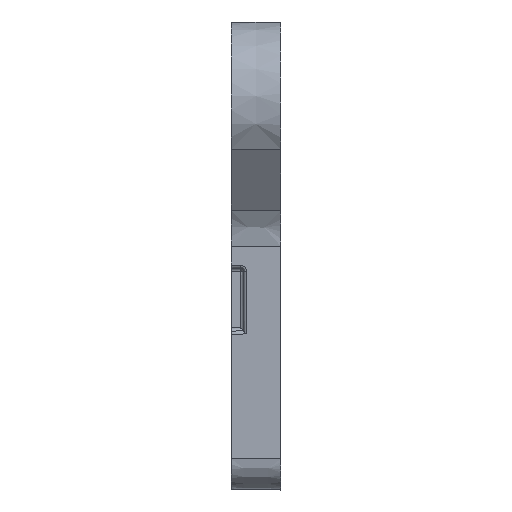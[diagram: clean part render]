
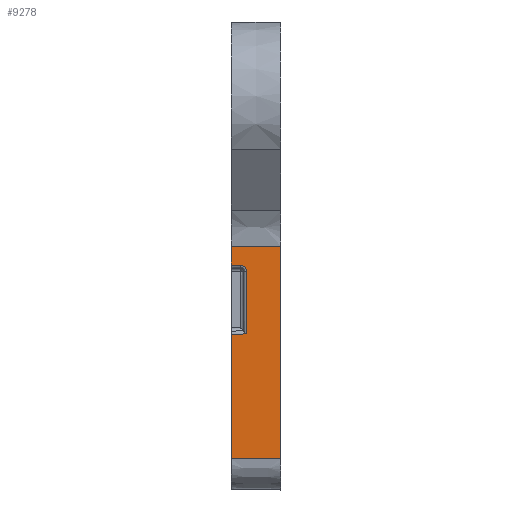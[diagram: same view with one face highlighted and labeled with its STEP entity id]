
A CAD part, left-side view. The second image highlights one B-rep face of the part: STEP entity #9278.
In plain terms, the highlighted planar face has unit normal (-1, 0.018, 0).
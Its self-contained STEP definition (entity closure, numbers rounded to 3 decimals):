
#472 = EDGE_CURVE ( 'NONE', #474, #475, #2821, .T. ) ;
#474 = VERTEX_POINT ( 'NONE', #2773 ) ;
#475 = VERTEX_POINT ( 'NONE', #2820 ) ;
#508 = EDGE_CURVE ( 'NONE', #475, #535, #2940, .T. ) ;
#516 = VERTEX_POINT ( 'NONE', #2917 ) ;
#518 = EDGE_CURVE ( 'NONE', #535, #516, #2916, .T. ) ;
#535 = VERTEX_POINT ( 'NONE', #3037 ) ;
#575 = VERTEX_POINT ( 'NONE', #3133 ) ;
#577 = EDGE_CURVE ( 'NONE', #516, #575, #2652, .T. ) ;
#2444 = CARTESIAN_POINT ( 'NONE',  ( -62.404, -2.491, -21.991 ) ) ;
#2652 = LINE ( 'NONE', #2444, #2893 ) ;
#2773 = CARTESIAN_POINT ( 'NONE',  ( -62.36, 0., -10.965 ) ) ;
#2816 = CARTESIAN_POINT ( 'NONE',  ( -62.387, -1.509, -10.992 ) ) ;
#2817 = CARTESIAN_POINT ( 'NONE',  ( -62.378, -1.006, -10.983 ) ) ;
#2818 = CARTESIAN_POINT ( 'NONE',  ( -62.369, -0.503, -10.974 ) ) ;
#2819 = CARTESIAN_POINT ( 'NONE',  ( -62.36, 0., -10.965 ) ) ;
#2820 = CARTESIAN_POINT ( 'NONE',  ( -62.387, -1.509, -10.992 ) ) ;
#2821 = B_SPLINE_CURVE_WITH_KNOTS ( 'NONE', 3,
 ( #2819, #2818, #2817, #2816 ),
 .UNSPECIFIED., .F., .F.,
 ( 4, 4 ),
 ( 0., 1. ),
 .UNSPECIFIED. ) ;
#2893 = VECTOR ( 'NONE', #2896, 1000. ) ;
#2896 = DIRECTION ( 'NONE',  ( 0.017, 1., -0.017 ) ) ;
#2916 = LINE ( 'NONE', #2921, #2920 ) ;
#2917 = CARTESIAN_POINT ( 'NONE',  ( -62.404, -2.491, -21.991 ) ) ;
#2919 = DIRECTION ( 'NONE',  ( 0., 0., -1. ) ) ;
#2920 = VECTOR ( 'NONE', #2919, 1000. ) ;
#2921 = CARTESIAN_POINT ( 'NONE',  ( -62.404, -2.491, -45.122 ) ) ;
#2923 = CARTESIAN_POINT ( 'NONE',  ( -62.404, -2.491, -11.991 ) ) ;
#2924 = CARTESIAN_POINT ( 'NONE',  ( -62.404, -2.491, -11.858 ) ) ;
#2925 = CARTESIAN_POINT ( 'NONE',  ( -62.403, -2.466, -11.732 ) ) ;
#2926 = CARTESIAN_POINT ( 'NONE',  ( -62.402, -2.392, -11.553 ) ) ;
#2927 = CARTESIAN_POINT ( 'NONE',  ( -62.402, -2.361, -11.494 ) ) ;
#2928 = CARTESIAN_POINT ( 'NONE',  ( -62.4, -2.29, -11.386 ) ) ;
#2929 = CARTESIAN_POINT ( 'NONE',  ( -62.4, -2.25, -11.336 ) ) ;
#2930 = CARTESIAN_POINT ( 'NONE',  ( -62.397, -2.114, -11.198 ) ) ;
#2931 = CARTESIAN_POINT ( 'NONE',  ( -62.395, -2.007, -11.125 ) ) ;
#2932 = CARTESIAN_POINT ( 'NONE',  ( -62.392, -1.825, -11.046 ) ) ;
#2933 = CARTESIAN_POINT ( 'NONE',  ( -62.391, -1.765, -11.027 ) ) ;
#2934 = CARTESIAN_POINT ( 'NONE',  ( -62.389, -1.64, -11. ) ) ;
#2935 = CARTESIAN_POINT ( 'NONE',  ( -62.388, -1.575, -10.993 ) ) ;
#2936 = CARTESIAN_POINT ( 'NONE',  ( -62.387, -1.509, -10.992 ) ) ;
#2940 = B_SPLINE_CURVE_WITH_KNOTS ( 'NONE', 3,
 ( #2936, #2935, #2934, #2933, #2932, #2931, #2930, #2929, #2928, #2927, #2926, #2925, #2924, #2923 ),
 .UNSPECIFIED., .F., .F.,
 ( 4, 2, 2, 2, 2, 2, 4 ),
 ( 0., 0.125, 0.25, 0.5, 0.625, 0.75, 1. ),
 .UNSPECIFIED. ) ;
#3037 = CARTESIAN_POINT ( 'NONE',  ( -62.404, -2.491, -11.991 ) ) ;
#3133 = CARTESIAN_POINT ( 'NONE',  ( -62.36, 0., -22.035 ) ) ;
#9197 = VERTEX_POINT ( 'NONE', #14972 ) ;
#9199 = EDGE_CURVE ( 'NONE', #9200, #9197, #15020, .T. ) ;
#9200 = VERTEX_POINT ( 'NONE', #15019 ) ;
#9223 = EDGE_CURVE ( 'NONE', #9224, #9200, #15050, .T. ) ;
#9224 = VERTEX_POINT ( 'NONE', #15046 ) ;
#9261 = ORIENTED_EDGE ( 'NONE', *, *, #508, .T. ) ;
#9262 = ORIENTED_EDGE ( 'NONE', *, *, #518, .T. ) ;
#9263 = ORIENTED_EDGE ( 'NONE', *, *, #577, .T. ) ;
#9264 = ORIENTED_EDGE ( 'NONE', *, *, #9265, .F. ) ;
#9265 = EDGE_CURVE ( 'NONE', #9224, #575, #15147, .T. ) ;
#9266 = ORIENTED_EDGE ( 'NONE', *, *, #9223, .T. ) ;
#9267 = ORIENTED_EDGE ( 'NONE', *, *, #9199, .T. ) ;
#9278 = ADVANCED_FACE ( 'NONE', ( #15132 ), #15131, .T. ) ;
#9279 = EDGE_LOOP ( 'NONE', ( #9280, #9283, #9285, #9261, #9262, #9263, #9264, #9266, #9267 ) ) ;
#9280 = ORIENTED_EDGE ( 'NONE', *, *, #9281, .T. ) ;
#9281 = EDGE_CURVE ( 'NONE', #9197, #9282, #15129, .T. ) ;
#9282 = VERTEX_POINT ( 'NONE', #15122 ) ;
#9283 = ORIENTED_EDGE ( 'NONE', *, *, #9284, .F. ) ;
#9284 = EDGE_CURVE ( 'NONE', #474, #9282, #15182, .T. ) ;
#9285 = ORIENTED_EDGE ( 'NONE', *, *, #472, .T. ) ;
#14972 = CARTESIAN_POINT ( 'NONE',  ( -62.5, -8., -7.962 ) ) ;
#15015 = CARTESIAN_POINT ( 'NONE',  ( -62.5, -8., -7.962 ) ) ;
#15016 = CARTESIAN_POINT ( 'NONE',  ( -62.5, -8., -19.308 ) ) ;
#15017 = CARTESIAN_POINT ( 'NONE',  ( -62.5, -8., -30.654 ) ) ;
#15018 = CARTESIAN_POINT ( 'NONE',  ( -62.5, -8., -42. ) ) ;
#15019 = CARTESIAN_POINT ( 'NONE',  ( -62.5, -8., -42. ) ) ;
#15020 = B_SPLINE_CURVE_WITH_KNOTS ( 'NONE', 3,
 ( #15018, #15017, #15016, #15015 ),
 .UNSPECIFIED., .F., .F.,
 ( 4, 4 ),
 ( 0., 1. ),
 .UNSPECIFIED. ) ;
#15046 = CARTESIAN_POINT ( 'NONE',  ( -62.36, 0., -42. ) ) ;
#15047 = DIRECTION ( 'NONE',  ( -0.017, -1., 0. ) ) ;
#15048 = VECTOR ( 'NONE', #15047, 1000. ) ;
#15049 = CARTESIAN_POINT ( 'NONE',  ( -62.5, -8., -42. ) ) ;
#15050 = LINE ( 'NONE', #15049, #15048 ) ;
#15122 = CARTESIAN_POINT ( 'NONE',  ( -62.36, 0., -7.962 ) ) ;
#15123 = DIRECTION ( 'NONE',  ( 0.017, 1., 0. ) ) ;
#15124 = VECTOR ( 'NONE', #15123, 1000. ) ;
#15125 = CARTESIAN_POINT ( 'NONE',  ( -62.43, -4., -7.962 ) ) ;
#15126 = DIRECTION ( 'NONE',  ( -0.017, -1., 0. ) ) ;
#15127 = DIRECTION ( 'NONE',  ( -1., 0.017, 0. ) ) ;
#15128 = AXIS2_PLACEMENT_3D ( 'NONE', #15130, #15127, #15126 ) ;
#15129 = LINE ( 'NONE', #15125, #15124 ) ;
#15130 = CARTESIAN_POINT ( 'NONE',  ( -62.5, -8., -45.122 ) ) ;
#15131 = PLANE ( 'NONE',  #15128 ) ;
#15132 = FACE_OUTER_BOUND ( 'NONE', #9279, .T. ) ;
#15144 = DIRECTION ( 'NONE',  ( 0., 0., 1. ) ) ;
#15145 = VECTOR ( 'NONE', #15144, 1000. ) ;
#15146 = CARTESIAN_POINT ( 'NONE',  ( -62.36, 0., 0. ) ) ;
#15147 = LINE ( 'NONE', #15146, #15145 ) ;
#15179 = DIRECTION ( 'NONE',  ( 0., 0., 1. ) ) ;
#15180 = VECTOR ( 'NONE', #15179, 1000. ) ;
#15181 = CARTESIAN_POINT ( 'NONE',  ( -62.36, 0., 0. ) ) ;
#15182 = LINE ( 'NONE', #15181, #15180 ) ;
